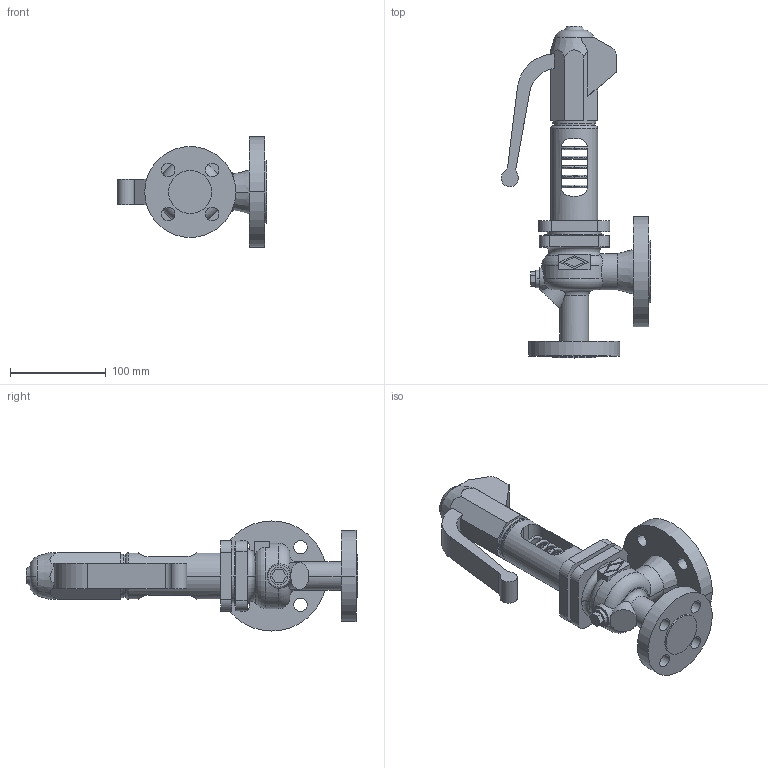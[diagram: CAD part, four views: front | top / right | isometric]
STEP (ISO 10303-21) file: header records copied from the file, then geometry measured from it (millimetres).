
FILE_DESCRIPTION(('Creo Elements/Direct Modeling STEP Export'),'2;1');
FILE_NAME('c000005160.stp','2013-11-14T 8:51:06',(''),(''),'Creo Elements/Direct Modeling STEP processor for AP214 (Solid Model)','Creo Elements/Direct Modeling 17.0D 15-Jul-2011 (C) Parametric Technology GmbH','');
FILE_SCHEMA(('AUTOMOTIVE_DESIGN { 1 0 10303 214 1 1 1 1 }'));
Length unit declared in the file: millimetre
Products named in the file (1): 1
Bounding box: 156.27 x 346.5 x 115 mm (x, y, z)
Volume: 1022799.2 mm3; surface area: 141177 mm2
Topology: 1 solids, 1 shells, 186 faces, 509 edges, 329 vertices
Faces by surface type: plane 75, cylinder 62, torus 41, cone 8
Entity records: 6787 total; most frequent: CARTESIAN_POINT 2303, ORIENTED_EDGE 1018, DIRECTION 848, EDGE_CURVE 509, VERTEX_POINT 329, AXIS2_PLACEMENT_3D 324, EDGE_LOOP 228, VECTOR 200
